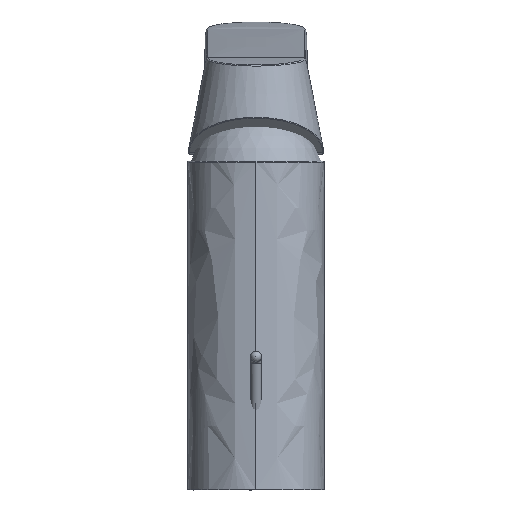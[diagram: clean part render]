
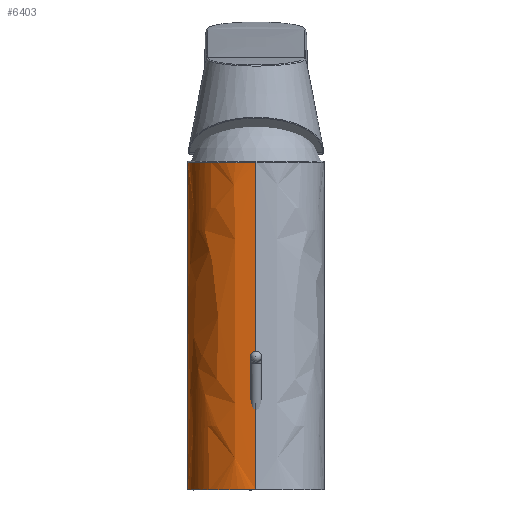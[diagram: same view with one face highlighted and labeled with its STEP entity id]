
A CAD part, left-side view. The second image highlights one B-rep face of the part: STEP entity #6403.
In plain terms, the highlighted free-form (B-spline) face has degree [3, 1] with [7, 2] control points.
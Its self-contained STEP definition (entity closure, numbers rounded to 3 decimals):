
#60=B_SPLINE_SURFACE_WITH_KNOTS('',3,1,((#12918,#12919),(#12920,#12921),
(#12922,#12923),(#12924,#12925),(#12926,#12927),(#12928,#12929),(#12930,
#12931)),.SURF_OF_LINEAR_EXTRUSION.,.F.,.F.,.F.,(4,1,1,1,4),(2,2),(0.124,
0.218,0.312,0.406,0.5),
(0.,1.),.UNSPECIFIED.);
#735=LINE('',#12932,#1377);
#1377=VECTOR('',#8624,1000.);
#3182=ORIENTED_EDGE('',*,*,#4397,.F.);
#3183=ORIENTED_EDGE('',*,*,#4398,.T.);
#3184=ORIENTED_EDGE('',*,*,#4399,.F.);
#3185=ORIENTED_EDGE('',*,*,#4391,.F.);
#3186=ORIENTED_EDGE('',*,*,#4384,.F.);
#4384=EDGE_CURVE('',#5293,#5291,#5435,.F.);
#4391=EDGE_CURVE('',#5291,#5297,#5441,.T.);
#4397=EDGE_CURVE('',#5300,#5293,#735,.T.);
#4398=EDGE_CURVE('',#5300,#5301,#5446,.T.);
#4399=EDGE_CURVE('',#5297,#5301,#5447,.T.);
#5291=VERTEX_POINT('',#12672);
#5293=VERTEX_POINT('',#12685);
#5297=VERTEX_POINT('',#12748);
#5300=VERTEX_POINT('',#12933);
#5301=VERTEX_POINT('',#12941);
#5435=B_SPLINE_CURVE_WITH_KNOTS('',3,(#12686,#12687,#12688,#12689,#12690,
#12691,#12692,#12693,#12694,#12695),.UNSPECIFIED.,.F.,.F.,(4,1,1,1,1,1,
1,4),(0.173,0.183,0.188,0.193,
0.198,0.203,0.208,0.213),
 .UNSPECIFIED.);
#5441=B_SPLINE_CURVE_WITH_KNOTS('',3,(#12744,#12745,#12746,#12747),
 .UNSPECIFIED.,.F.,.F.,(4,4),(-0.4,1.),.UNSPECIFIED.);
#5446=B_SPLINE_CURVE_WITH_KNOTS('',3,(#12934,#12935,#12936,#12937,#12938,
#12939,#12940),.UNSPECIFIED.,.F.,.F.,(4,1,1,1,4),(0.,0.25,0.5,0.75,1.),
 .UNSPECIFIED.);
#5447=B_SPLINE_CURVE_WITH_KNOTS('',3,(#12942,#12943,#12944,#12945),
 .UNSPECIFIED.,.F.,.F.,(4,4),(0.,1.),.UNSPECIFIED.);
#5757=EDGE_LOOP('',(#3182,#3183,#3184,#3185,#3186));
#6021=FACE_BOUND('',#5757,.T.);
#6403=ADVANCED_FACE('',(#6021),#60,.F.);
#8624=DIRECTION('',(0.,0.,-1.));
#12672=CARTESIAN_POINT('',(-1.2,24.995,-20.));
#12685=CARTESIAN_POINT('',(-26.2,0.,-20.));
#12686=CARTESIAN_POINT('',(-1.2,24.995,-20.));
#12687=CARTESIAN_POINT('',(-4.46,24.995,-20.));
#12688=CARTESIAN_POINT('',(-9.372,24.017,-20.));
#12689=CARTESIAN_POINT('',(-15.16,20.934,-20.));
#12690=CARTESIAN_POINT('',(-19.017,17.763,-20.));
#12691=CARTESIAN_POINT('',(-22.108,13.986,-20.));
#12692=CARTESIAN_POINT('',(-24.449,9.604,-20.));
#12693=CARTESIAN_POINT('',(-25.873,4.92,-20.));
#12694=CARTESIAN_POINT('',(-26.2,1.627,-20.));
#12695=CARTESIAN_POINT('',(-26.2,0.,-20.));
#12744=CARTESIAN_POINT('',(-1.2,24.995,-20.));
#12745=CARTESIAN_POINT('',(-1.2,24.995,3.333));
#12746=CARTESIAN_POINT('',(-1.2,24.995,26.667));
#12747=CARTESIAN_POINT('',(-1.2,24.995,50.));
#12748=CARTESIAN_POINT('',(-1.2,24.995,50.));
#12918=CARTESIAN_POINT('',(-1.2,24.995,99.5));
#12919=CARTESIAN_POINT('',(-1.2,24.995,-20.));
#12920=CARTESIAN_POINT('',(-4.06,24.995,99.5));
#12921=CARTESIAN_POINT('',(-4.06,24.995,-20.));
#12922=CARTESIAN_POINT('',(-9.904,24.008,99.5));
#12923=CARTESIAN_POINT('',(-9.904,24.008,-20.));
#12924=CARTESIAN_POINT('',(-18.047,19.299,99.5));
#12925=CARTESIAN_POINT('',(-18.047,19.299,-20.));
#12926=CARTESIAN_POINT('',(-24.311,11.287,99.5));
#12927=CARTESIAN_POINT('',(-24.311,11.287,-20.));
#12928=CARTESIAN_POINT('',(-26.2,4.005,99.5));
#12929=CARTESIAN_POINT('',(-26.2,4.005,-20.));
#12930=CARTESIAN_POINT('',(-26.2,0.,99.5));
#12931=CARTESIAN_POINT('',(-26.2,0.,-20.));
#12932=CARTESIAN_POINT('',(-26.2,0.,50.));
#12933=CARTESIAN_POINT('',(-26.2,0.,99.5));
#12934=CARTESIAN_POINT('',(-26.2,0.,99.5));
#12935=CARTESIAN_POINT('',(-26.2,4.005,99.5));
#12936=CARTESIAN_POINT('',(-24.311,11.287,99.5));
#12937=CARTESIAN_POINT('',(-18.047,19.299,99.5));
#12938=CARTESIAN_POINT('',(-9.904,24.008,99.5));
#12939=CARTESIAN_POINT('',(-4.06,24.995,99.5));
#12940=CARTESIAN_POINT('',(-1.2,24.995,99.5));
#12941=CARTESIAN_POINT('',(-1.2,24.993,99.5));
#12942=CARTESIAN_POINT('',(-1.2,24.995,50.));
#12943=CARTESIAN_POINT('',(-1.2,24.995,66.5));
#12944=CARTESIAN_POINT('',(-1.2,24.995,83.));
#12945=CARTESIAN_POINT('',(-1.2,24.995,99.5));
